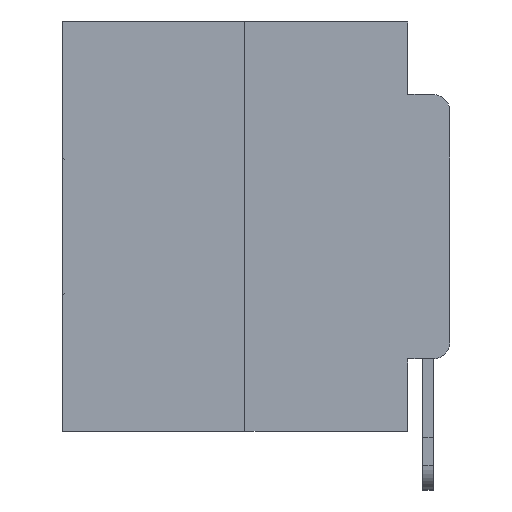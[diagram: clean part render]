
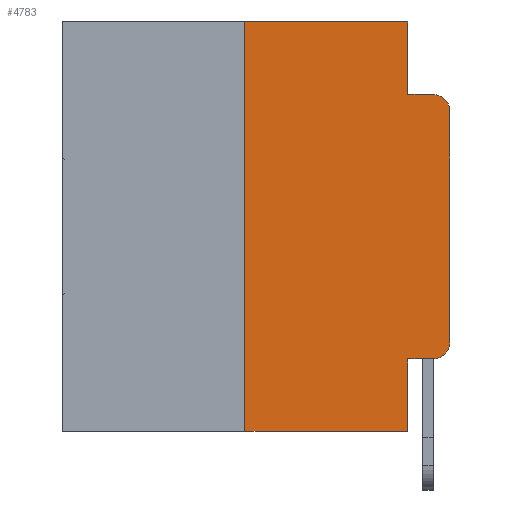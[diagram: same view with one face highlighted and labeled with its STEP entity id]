
A CAD part, left-side view. The second image highlights one B-rep face of the part: STEP entity #4783.
In plain terms, the highlighted planar face has unit normal (-1, 0, 0).
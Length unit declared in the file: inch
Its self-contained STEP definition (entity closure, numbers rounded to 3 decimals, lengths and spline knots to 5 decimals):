
#30 = CARTESIAN_POINT ( 'NONE',  ( 0., 0.051, -0.0885 ) ) ;
#129 = EDGE_CURVE ( 'NONE', #19321, #15839, #325, .T. ) ;
#173 = LINE ( 'NONE', #30, #10751 ) ;
#325 = CIRCLE ( 'NONE', #20703, 0.02 ) ;
#829 = DIRECTION ( 'NONE',  ( -1., 0., 0. ) ) ;
#1017 = VERTEX_POINT ( 'NONE', #10986 ) ;
#1886 = AXIS2_PLACEMENT_3D ( 'NONE', #14296, #829, #16516 ) ;
#1953 = DIRECTION ( 'NONE',  ( 0., -1., 0. ) ) ;
#2119 = LINE ( 'NONE', #17029, #25068 ) ;
#2881 = LINE ( 'NONE', #6522, #19959 ) ;
#4286 = EDGE_CURVE ( 'NONE', #13783, #1017, #9597, .T. ) ;
#4607 = LINE ( 'NONE', #23783, #15781 ) ;
#4783 = ADVANCED_FACE ( 'NONE', ( #9570 ), #16051, .F. ) ;
#5250 = EDGE_CURVE ( 'NONE', #23748, #13404, #2119, .T. ) ;
#5816 = CARTESIAN_POINT ( 'NONE',  ( 0., 0.473, 0. ) ) ;
#6522 = CARTESIAN_POINT ( 'NONE',  ( 0., 0., 0. ) ) ;
#7300 = CARTESIAN_POINT ( 'NONE',  ( 0., 0.02, -0.0885 ) ) ;
#7473 = VERTEX_POINT ( 'NONE', #27416 ) ;
#7886 = EDGE_CURVE ( 'NONE', #1017, #15601, #173, .T. ) ;
#8338 = EDGE_CURVE ( 'NONE', #13404, #13783, #16640, .T. ) ;
#8902 = ORIENTED_EDGE ( 'NONE', *, *, #129, .T. ) ;
#9570 = FACE_OUTER_BOUND ( 'NONE', #17196, .T. ) ;
#9597 = LINE ( 'NONE', #16510, #26461 ) ;
#9793 = CARTESIAN_POINT ( 'NONE',  ( 0., 0.473, 0. ) ) ;
#10058 = ORIENTED_EDGE ( 'NONE', *, *, #11557, .T. ) ;
#10107 = DIRECTION ( 'NONE',  ( 0., 0., -1. ) ) ;
#10311 = CARTESIAN_POINT ( 'NONE',  ( 0., 0., -0.3915 ) ) ;
#10414 = AXIS2_PLACEMENT_3D ( 'NONE', #9793, #16014, #15955 ) ;
#10751 = VECTOR ( 'NONE', #13535, 39.37008 ) ;
#10986 = CARTESIAN_POINT ( 'NONE',  ( 0., 0.051, -0.0885 ) ) ;
#11262 = EDGE_CURVE ( 'NONE', #17236, #19321, #24782, .T. ) ;
#11512 = VERTEX_POINT ( 'NONE', #18415 ) ;
#11557 = EDGE_CURVE ( 'NONE', #7473, #15601, #28119, .T. ) ;
#12115 = ORIENTED_EDGE ( 'NONE', *, *, #7886, .F. ) ;
#12367 = DIRECTION ( 'NONE',  ( 0., -1., 0. ) ) ;
#12808 = DIRECTION ( 'NONE',  ( 0., 0., -1. ) ) ;
#13105 = VECTOR ( 'NONE', #1953, 39.37008 ) ;
#13404 = VERTEX_POINT ( 'NONE', #27111 ) ;
#13535 = DIRECTION ( 'NONE',  ( 0., -1., 0. ) ) ;
#13783 = VERTEX_POINT ( 'NONE', #22768 ) ;
#14296 = CARTESIAN_POINT ( 'NONE',  ( 0., 0.02, -0.1085 ) ) ;
#14611 = ORIENTED_EDGE ( 'NONE', *, *, #19025, .F. ) ;
#15032 = LINE ( 'NONE', #16723, #25998 ) ;
#15090 = DIRECTION ( 'NONE',  ( -1., 0., 0. ) ) ;
#15245 = CARTESIAN_POINT ( 'NONE',  ( 0., 0.02, -0.3915 ) ) ;
#15601 = VERTEX_POINT ( 'NONE', #7300 ) ;
#15781 = VECTOR ( 'NONE', #12808, 39.37008 ) ;
#15839 = VERTEX_POINT ( 'NONE', #10311 ) ;
#15955 = DIRECTION ( 'NONE',  ( 0., 0., -1. ) ) ;
#15989 = CARTESIAN_POINT ( 'NONE',  ( 0., 0.02, -0.4115 ) ) ;
#16014 = DIRECTION ( 'NONE',  ( 1., 0., 0. ) ) ;
#16051 = PLANE ( 'NONE',  #10414 ) ;
#16203 = ORIENTED_EDGE ( 'NONE', *, *, #11262, .T. ) ;
#16504 = DIRECTION ( 'NONE',  ( 0., 0., -1. ) ) ;
#16509 = ORIENTED_EDGE ( 'NONE', *, *, #5250, .F. ) ;
#16510 = CARTESIAN_POINT ( 'NONE',  ( 0., 0.051, 0. ) ) ;
#16516 = DIRECTION ( 'NONE',  ( 0., 0., -1. ) ) ;
#16640 = LINE ( 'NONE', #5816, #21111 ) ;
#16723 = CARTESIAN_POINT ( 'NONE',  ( 0., 0.473, -0.5 ) ) ;
#17029 = CARTESIAN_POINT ( 'NONE',  ( 0., 0.25, 0. ) ) ;
#17196 = EDGE_LOOP ( 'NONE', ( #17806, #10058, #12115, #20111, #19399, #16509, #28124, #14611, #16203, #8902 ) ) ;
#17236 = VERTEX_POINT ( 'NONE', #23600 ) ;
#17578 = CARTESIAN_POINT ( 'NONE',  ( 0., 0.051, -0.4115 ) ) ;
#17806 = ORIENTED_EDGE ( 'NONE', *, *, #18025, .T. ) ;
#18025 = EDGE_CURVE ( 'NONE', #15839, #7473, #2881, .T. ) ;
#18415 = CARTESIAN_POINT ( 'NONE',  ( 0., 0.051, -0.5 ) ) ;
#19025 = EDGE_CURVE ( 'NONE', #17236, #11512, #4607, .T. ) ;
#19097 = DIRECTION ( 'NONE',  ( 0., -1., 0. ) ) ;
#19321 = VERTEX_POINT ( 'NONE', #15989 ) ;
#19399 = ORIENTED_EDGE ( 'NONE', *, *, #8338, .F. ) ;
#19794 = DIRECTION ( 'NONE',  ( 0., 0., 1. ) ) ;
#19959 = VECTOR ( 'NONE', #19794, 39.37008 ) ;
#19989 = EDGE_CURVE ( 'NONE', #23748, #11512, #15032, .T. ) ;
#20111 = ORIENTED_EDGE ( 'NONE', *, *, #4286, .F. ) ;
#20703 = AXIS2_PLACEMENT_3D ( 'NONE', #15245, #15090, #10107 ) ;
#21111 = VECTOR ( 'NONE', #19097, 39.37008 ) ;
#21457 = DIRECTION ( 'NONE',  ( 0., 0., 1. ) ) ;
#22768 = CARTESIAN_POINT ( 'NONE',  ( 0., 0.051, 0. ) ) ;
#23600 = CARTESIAN_POINT ( 'NONE',  ( 0., 0.051, -0.4115 ) ) ;
#23748 = VERTEX_POINT ( 'NONE', #28211 ) ;
#23783 = CARTESIAN_POINT ( 'NONE',  ( 0., 0.051, 0. ) ) ;
#24782 = LINE ( 'NONE', #17578, #13105 ) ;
#25068 = VECTOR ( 'NONE', #21457, 39.37008 ) ;
#25998 = VECTOR ( 'NONE', #12367, 39.37008 ) ;
#26461 = VECTOR ( 'NONE', #16504, 39.37008 ) ;
#27111 = CARTESIAN_POINT ( 'NONE',  ( 0., 0.25, 0. ) ) ;
#27416 = CARTESIAN_POINT ( 'NONE',  ( 0., 0., -0.1085 ) ) ;
#28119 = CIRCLE ( 'NONE', #1886, 0.02 ) ;
#28124 = ORIENTED_EDGE ( 'NONE', *, *, #19989, .T. ) ;
#28211 = CARTESIAN_POINT ( 'NONE',  ( 0., 0.25, -0.5 ) ) ;
